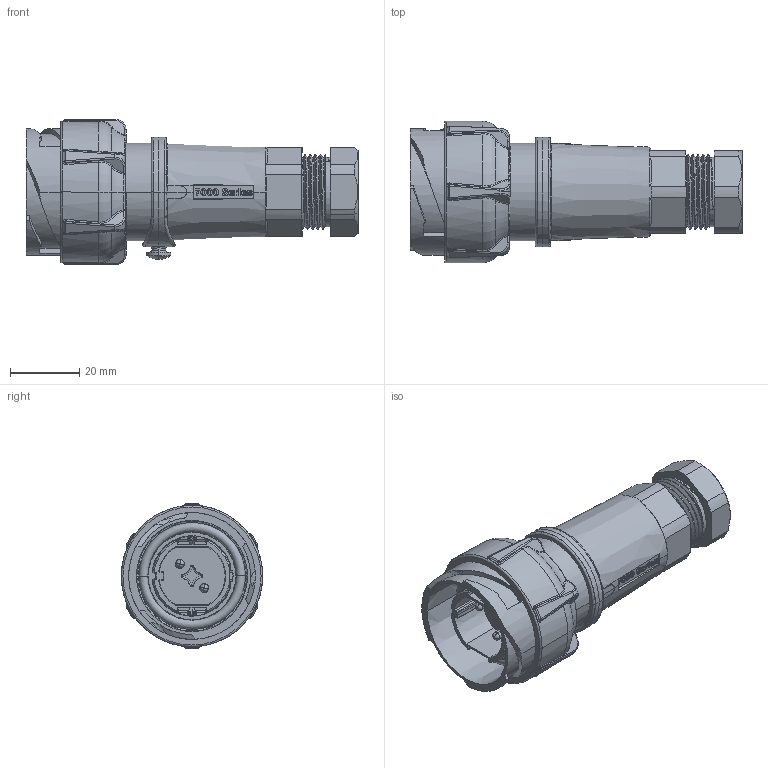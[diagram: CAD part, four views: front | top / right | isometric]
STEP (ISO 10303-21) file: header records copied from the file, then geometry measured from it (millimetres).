
FILE_DESCRIPTION (( 'STEP AP214' ), '1' );
FILE_NAME ('PXP7011-02P-ST-0709_3D.step', '2025-06-25T15:05:39', ( '' ), ( '' ), 'SwSTEP 2.0', 'SolidWorks 2022', '' );
FILE_SCHEMA (( 'AUTOMOTIVE_DESIGN' ));
Products named in the file (1): PXP7011-02P-ST-0709_3D
Bounding box: 96.2 x 41 x 42 mm (x, y, z)
Volume: 45472.5 mm3; surface area: 31083.8 mm2
Topology: 3 solids, 5 shells, 1484 faces, 4050 edges, 2589 vertices
Faces by surface type: bspline 560, plane 369, cylinder 267, cone 178, torus 86, sphere 24
Entity records: 73563 total; most frequent: CARTESIAN_POINT 41826, ORIENTED_EDGE 8046, DIRECTION 4307, EDGE_CURVE 4023, VERTEX_POINT 2582, B_SPLINE_CURVE_WITH_KNOTS 1958, EDGE_LOOP 1553, ADVANCED_FACE 1484
